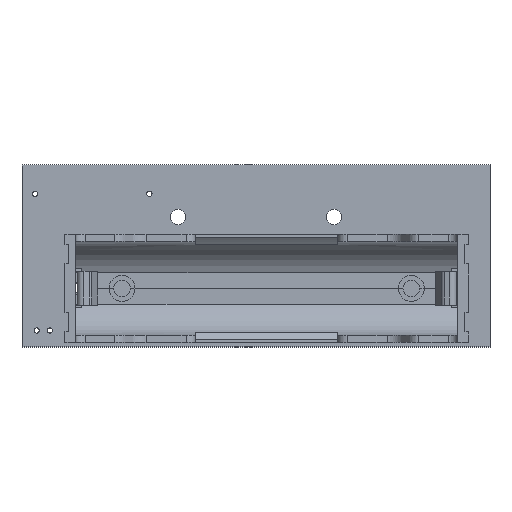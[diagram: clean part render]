
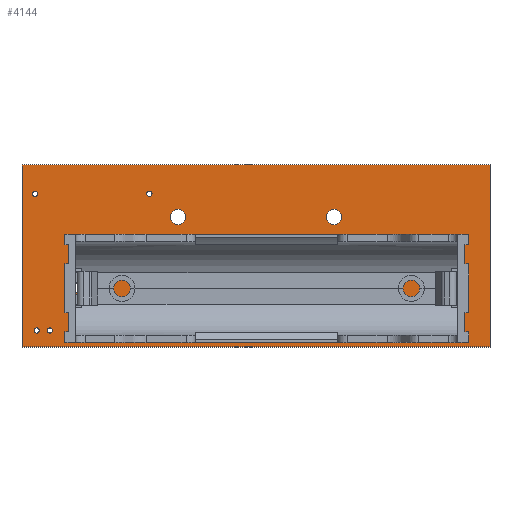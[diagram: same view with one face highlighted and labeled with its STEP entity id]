
A CAD part, top view. The second image highlights one B-rep face of the part: STEP entity #4144.
In plain terms, the highlighted planar face has unit normal (0, 0, 1).
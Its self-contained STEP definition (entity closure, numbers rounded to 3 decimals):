
#51=FACE_BOUND('',#499,.T.);
#52=FACE_BOUND('',#500,.T.);
#53=FACE_BOUND('',#501,.T.);
#54=FACE_BOUND('',#502,.T.);
#55=FACE_BOUND('',#503,.T.);
#56=FACE_BOUND('',#504,.T.);
#57=FACE_BOUND('',#505,.T.);
#58=FACE_BOUND('',#506,.T.);
#59=CIRCLE('',#4444,0.5);
#61=CIRCLE('',#4447,0.5);
#63=CIRCLE('',#4450,0.5);
#65=CIRCLE('',#4453,0.9);
#67=CIRCLE('',#4456,1.5);
#69=CIRCLE('',#4459,0.9);
#71=CIRCLE('',#4462,0.5);
#73=CIRCLE('',#4465,1.5);
#252=FACE_OUTER_BOUND('',#498,.T.);
#498=EDGE_LOOP('',(#2775,#2776,#2777,#2778));
#499=EDGE_LOOP('',(#2779));
#500=EDGE_LOOP('',(#2780));
#501=EDGE_LOOP('',(#2781));
#502=EDGE_LOOP('',(#2782));
#503=EDGE_LOOP('',(#2783));
#504=EDGE_LOOP('',(#2784));
#505=EDGE_LOOP('',(#2785));
#506=EDGE_LOOP('',(#2786));
#734=LINE('',#6022,#1220);
#737=LINE('',#6028,#1223);
#740=LINE('',#6034,#1226);
#742=LINE('',#6037,#1228);
#1220=VECTOR('',#4809,1.);
#1223=VECTOR('',#4814,1.);
#1226=VECTOR('',#4819,1.);
#1228=VECTOR('',#4823,1.);
#1704=VERTEX_POINT('',#6016);
#1706=VERTEX_POINT('',#6020);
#1708=VERTEX_POINT('',#6026);
#1710=VERTEX_POINT('',#6032);
#1711=VERTEX_POINT('',#6039);
#1713=VERTEX_POINT('',#6045);
#1715=VERTEX_POINT('',#6051);
#1717=VERTEX_POINT('',#6057);
#1719=VERTEX_POINT('',#6063);
#1721=VERTEX_POINT('',#6069);
#1723=VERTEX_POINT('',#6075);
#1725=VERTEX_POINT('',#6081);
#2098=EDGE_CURVE('',#1704,#1706,#734,.T.);
#2101=EDGE_CURVE('',#1706,#1708,#737,.T.);
#2104=EDGE_CURVE('',#1708,#1710,#740,.T.);
#2106=EDGE_CURVE('',#1710,#1704,#742,.T.);
#2107=EDGE_CURVE('',#1711,#1711,#59,.T.);
#2110=EDGE_CURVE('',#1713,#1713,#61,.T.);
#2113=EDGE_CURVE('',#1715,#1715,#63,.T.);
#2116=EDGE_CURVE('',#1717,#1717,#65,.T.);
#2119=EDGE_CURVE('',#1719,#1719,#67,.T.);
#2122=EDGE_CURVE('',#1721,#1721,#69,.T.);
#2125=EDGE_CURVE('',#1723,#1723,#71,.T.);
#2128=EDGE_CURVE('',#1725,#1725,#73,.T.);
#2775=ORIENTED_EDGE('',*,*,#2098,.T.);
#2776=ORIENTED_EDGE('',*,*,#2101,.T.);
#2777=ORIENTED_EDGE('',*,*,#2104,.T.);
#2778=ORIENTED_EDGE('',*,*,#2106,.T.);
#2779=ORIENTED_EDGE('',*,*,#2107,.F.);
#2780=ORIENTED_EDGE('',*,*,#2110,.F.);
#2781=ORIENTED_EDGE('',*,*,#2113,.F.);
#2782=ORIENTED_EDGE('',*,*,#2116,.F.);
#2783=ORIENTED_EDGE('',*,*,#2119,.F.);
#2784=ORIENTED_EDGE('',*,*,#2122,.F.);
#2785=ORIENTED_EDGE('',*,*,#2125,.F.);
#2786=ORIENTED_EDGE('',*,*,#2128,.F.);
#3960=PLANE('',#4468);
#4144=ADVANCED_FACE('',(#252,#51,#52,#53,#54,#55,#56,#57,#58),#3960,.F.);
#4444=AXIS2_PLACEMENT_3D('',#6040,#4826,#4827);
#4447=AXIS2_PLACEMENT_3D('',#6046,#4833,#4834);
#4450=AXIS2_PLACEMENT_3D('',#6052,#4840,#4841);
#4453=AXIS2_PLACEMENT_3D('',#6058,#4847,#4848);
#4456=AXIS2_PLACEMENT_3D('',#6064,#4854,#4855);
#4459=AXIS2_PLACEMENT_3D('',#6070,#4861,#4862);
#4462=AXIS2_PLACEMENT_3D('',#6076,#4868,#4869);
#4465=AXIS2_PLACEMENT_3D('',#6082,#4875,#4876);
#4468=AXIS2_PLACEMENT_3D('',#6087,#4882,#4883);
#4809=DIRECTION('',(0.,1.,0.));
#4814=DIRECTION('',(-1.,0.,0.));
#4819=DIRECTION('',(0.,-1.,0.));
#4823=DIRECTION('',(1.,0.,0.));
#4826=DIRECTION('center_axis',(0.,0.,1.));
#4827=DIRECTION('ref_axis',(1.,0.,0.));
#4833=DIRECTION('center_axis',(0.,0.,1.));
#4834=DIRECTION('ref_axis',(1.,0.,0.));
#4840=DIRECTION('center_axis',(0.,0.,1.));
#4841=DIRECTION('ref_axis',(1.,0.,0.));
#4847=DIRECTION('center_axis',(0.,0.,1.));
#4848=DIRECTION('ref_axis',(1.,0.,0.));
#4854=DIRECTION('center_axis',(0.,0.,1.));
#4855=DIRECTION('ref_axis',(1.,0.,0.));
#4861=DIRECTION('center_axis',(0.,0.,1.));
#4862=DIRECTION('ref_axis',(1.,0.,0.));
#4868=DIRECTION('center_axis',(0.,0.,1.));
#4869=DIRECTION('ref_axis',(1.,0.,0.));
#4875=DIRECTION('center_axis',(0.,0.,1.));
#4876=DIRECTION('ref_axis',(1.,0.,0.));
#4882=DIRECTION('center_axis',(0.,0.,-1.));
#4883=DIRECTION('ref_axis',(-1.,0.,0.));
#6016=CARTESIAN_POINT('',(156.125,19.558,0.));
#6020=CARTESIAN_POINT('',(156.125,54.558,0.));
#6022=CARTESIAN_POINT('',(156.125,19.558,0.));
#6026=CARTESIAN_POINT('',(66.125,54.558,0.));
#6028=CARTESIAN_POINT('',(156.125,54.558,0.));
#6032=CARTESIAN_POINT('',(66.125,19.558,0.));
#6034=CARTESIAN_POINT('',(66.125,54.558,0.));
#6037=CARTESIAN_POINT('',(66.125,19.558,0.));
#6039=CARTESIAN_POINT('',(68.461,22.733,0.));
#6040=CARTESIAN_POINT('Origin',(68.961,22.733,0.));
#6045=CARTESIAN_POINT('',(71.001,22.733,0.));
#6046=CARTESIAN_POINT('Origin',(71.501,22.733,0.));
#6051=CARTESIAN_POINT('',(68.129,49.022,0.));
#6052=CARTESIAN_POINT('Origin',(68.629,49.022,0.));
#6057=CARTESIAN_POINT('',(75.56,30.861,0.));
#6058=CARTESIAN_POINT('Origin',(76.46,30.861,0.));
#6063=CARTESIAN_POINT('',(124.625,44.558,0.));
#6064=CARTESIAN_POINT('Origin',(126.125,44.558,0.));
#6069=CARTESIAN_POINT('',(148.96,30.861,0.));
#6070=CARTESIAN_POINT('Origin',(149.86,30.861,0.));
#6075=CARTESIAN_POINT('',(90.129,49.022,0.));
#6076=CARTESIAN_POINT('Origin',(90.629,49.022,0.));
#6081=CARTESIAN_POINT('',(94.625,44.558,0.));
#6082=CARTESIAN_POINT('Origin',(96.125,44.558,0.));
#6087=CARTESIAN_POINT('Origin',(156.125,19.558,0.));
